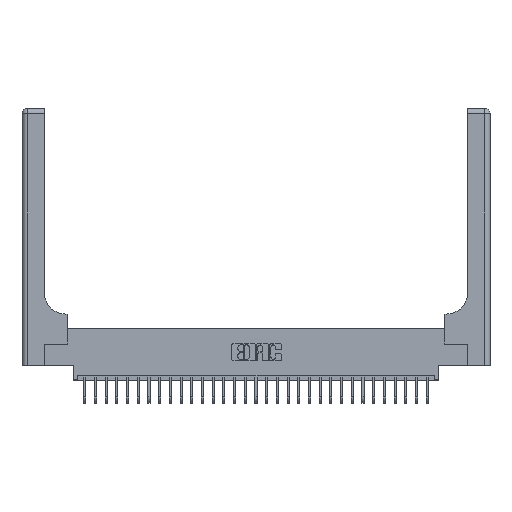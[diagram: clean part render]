
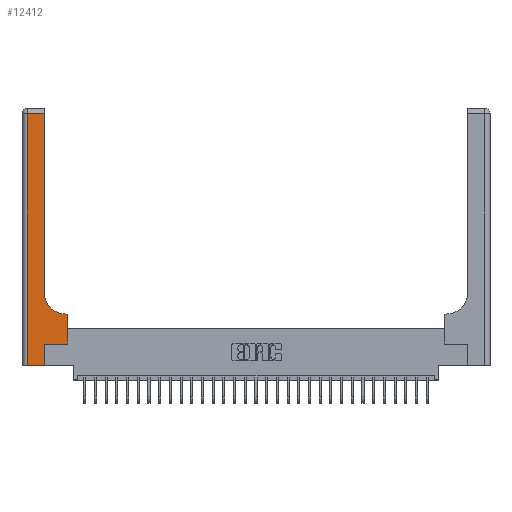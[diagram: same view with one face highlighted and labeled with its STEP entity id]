
A CAD part, top view. The second image highlights one B-rep face of the part: STEP entity #12412.
In plain terms, the highlighted planar face has unit normal (0, 0, 1).
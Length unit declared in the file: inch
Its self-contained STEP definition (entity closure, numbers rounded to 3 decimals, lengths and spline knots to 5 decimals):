
#287 = VERTEX_POINT ( 'NONE', #19977 ) ;
#608 = ORIENTED_EDGE ( 'NONE', *, *, #29688, .T. ) ;
#638 = VECTOR ( 'NONE', #10220, 39.37008 ) ;
#851 = CARTESIAN_POINT ( 'NONE',  ( 0.06, 2.94, 0.37 ) ) ;
#1523 = CARTESIAN_POINT ( 'NONE',  ( 0.06, 3., 0.37 ) ) ;
#2061 = DIRECTION ( 'NONE',  ( -1., 0., 0. ) ) ;
#2365 = DIRECTION ( 'NONE',  ( 0., 0., -1. ) ) ;
#2379 = EDGE_LOOP ( 'NONE', ( #23878, #5309, #608, #12023, #14345, #29418, #17293, #28579, #8594 ) ) ;
#2802 = EDGE_CURVE ( 'NONE', #23597, #11578, #3720, .T. ) ;
#3694 = VERTEX_POINT ( 'NONE', #13380 ) ;
#3720 = LINE ( 'NONE', #23793, #27544 ) ;
#3776 = CARTESIAN_POINT ( 'NONE',  ( 0.265, 0., 0.37 ) ) ;
#3923 = EDGE_CURVE ( 'NONE', #25431, #26010, #10489, .T. ) ;
#4931 = VECTOR ( 'NONE', #8394, 39.37008 ) ;
#5309 = ORIENTED_EDGE ( 'NONE', *, *, #11566, .T. ) ;
#5613 = CARTESIAN_POINT ( 'NONE',  ( 0., 0., 0.37 ) ) ;
#6897 = EDGE_CURVE ( 'NONE', #25474, #3694, #27330, .T. ) ;
#7627 = DIRECTION ( 'NONE',  ( 0., 1., 0. ) ) ;
#7826 = CARTESIAN_POINT ( 'NONE',  ( 0.06, 0., 0.37 ) ) ;
#7899 = DIRECTION ( 'NONE',  ( 1., 0., 0. ) ) ;
#8394 = DIRECTION ( 'NONE',  ( 0., 1., 0. ) ) ;
#8594 = ORIENTED_EDGE ( 'NONE', *, *, #12415, .T. ) ;
#8598 = VECTOR ( 'NONE', #22843, 39.37008 ) ;
#8761 = EDGE_CURVE ( 'NONE', #19680, #25474, #9885, .T. ) ;
#9283 = CARTESIAN_POINT ( 'NONE',  ( 0., 3., 0.37 ) ) ;
#9415 = CARTESIAN_POINT ( 'NONE',  ( 0.26, 0.85, 0.37 ) ) ;
#9885 = LINE ( 'NONE', #5613, #17839 ) ;
#10220 = DIRECTION ( 'NONE',  ( -1., 0., 0. ) ) ;
#10267 = VECTOR ( 'NONE', #19784, 39.37008 ) ;
#10489 = LINE ( 'NONE', #12520, #14865 ) ;
#11040 = DIRECTION ( 'NONE',  ( 1., 0., 0. ) ) ;
#11130 = EDGE_CURVE ( 'NONE', #11578, #287, #27783, .T. ) ;
#11566 = EDGE_CURVE ( 'NONE', #26010, #25895, #15855, .T. ) ;
#11578 = VERTEX_POINT ( 'NONE', #15943 ) ;
#12023 = ORIENTED_EDGE ( 'NONE', *, *, #8761, .T. ) ;
#12412 = ADVANCED_FACE ( 'NONE', ( #17673 ), #16165, .F. ) ;
#12415 = EDGE_CURVE ( 'NONE', #287, #25431, #14019, .T. ) ;
#12520 = CARTESIAN_POINT ( 'NONE',  ( 0.26, 3., 0.37 ) ) ;
#13380 = CARTESIAN_POINT ( 'NONE',  ( 0.265, 0.25, 0.37 ) ) ;
#13413 = AXIS2_PLACEMENT_3D ( 'NONE', #9283, #16059, #2061 ) ;
#14019 = CIRCLE ( 'NONE', #14966, 0.25 ) ;
#14345 = ORIENTED_EDGE ( 'NONE', *, *, #6897, .T. ) ;
#14831 = CARTESIAN_POINT ( 'NONE',  ( 0.26, 2.94, 0.37 ) ) ;
#14865 = VECTOR ( 'NONE', #7627, 39.37008 ) ;
#14966 = AXIS2_PLACEMENT_3D ( 'NONE', #27390, #2365, #20651 ) ;
#15855 = LINE ( 'NONE', #18351, #8598 ) ;
#15943 = CARTESIAN_POINT ( 'NONE',  ( 0.528, 0.6, 0.37 ) ) ;
#16059 = DIRECTION ( 'NONE',  ( 0., 0., -1. ) ) ;
#16082 = CARTESIAN_POINT ( 'NONE',  ( 0.265, 0., 0.37 ) ) ;
#16165 = PLANE ( 'NONE',  #13413 ) ;
#16395 = LINE ( 'NONE', #1523, #10267 ) ;
#16656 = CARTESIAN_POINT ( 'NONE',  ( 0.26, 0.6, 0.37 ) ) ;
#17293 = ORIENTED_EDGE ( 'NONE', *, *, #2802, .T. ) ;
#17673 = FACE_OUTER_BOUND ( 'NONE', #2379, .T. ) ;
#17839 = VECTOR ( 'NONE', #7899, 39.37008 ) ;
#18351 = CARTESIAN_POINT ( 'NONE',  ( 0., 2.94, 0.37 ) ) ;
#19612 = DIRECTION ( 'NONE',  ( 0., 1., 0. ) ) ;
#19680 = VERTEX_POINT ( 'NONE', #7826 ) ;
#19784 = DIRECTION ( 'NONE',  ( 0., -1., 0. ) ) ;
#19855 = CARTESIAN_POINT ( 'NONE',  ( 0.265, 0.25, 0.37 ) ) ;
#19977 = CARTESIAN_POINT ( 'NONE',  ( 0.51, 0.6, 0.37 ) ) ;
#20651 = DIRECTION ( 'NONE',  ( 1., 0., 0. ) ) ;
#22843 = DIRECTION ( 'NONE',  ( -1., 0., 0. ) ) ;
#23597 = VERTEX_POINT ( 'NONE', #27256 ) ;
#23793 = CARTESIAN_POINT ( 'NONE',  ( 0.528, 0.25, 0.37 ) ) ;
#23878 = ORIENTED_EDGE ( 'NONE', *, *, #3923, .T. ) ;
#25431 = VERTEX_POINT ( 'NONE', #9415 ) ;
#25474 = VERTEX_POINT ( 'NONE', #16082 ) ;
#25870 = EDGE_CURVE ( 'NONE', #3694, #23597, #27300, .T. ) ;
#25895 = VERTEX_POINT ( 'NONE', #851 ) ;
#26010 = VERTEX_POINT ( 'NONE', #14831 ) ;
#26564 = VECTOR ( 'NONE', #11040, 39.37008 ) ;
#27256 = CARTESIAN_POINT ( 'NONE',  ( 0.528, 0.25, 0.37 ) ) ;
#27300 = LINE ( 'NONE', #19855, #26564 ) ;
#27330 = LINE ( 'NONE', #3776, #4931 ) ;
#27390 = CARTESIAN_POINT ( 'NONE',  ( 0.51, 0.85, 0.37 ) ) ;
#27544 = VECTOR ( 'NONE', #19612, 39.37008 ) ;
#27783 = LINE ( 'NONE', #16656, #638 ) ;
#28579 = ORIENTED_EDGE ( 'NONE', *, *, #11130, .T. ) ;
#29418 = ORIENTED_EDGE ( 'NONE', *, *, #25870, .T. ) ;
#29688 = EDGE_CURVE ( 'NONE', #25895, #19680, #16395, .T. ) ;
